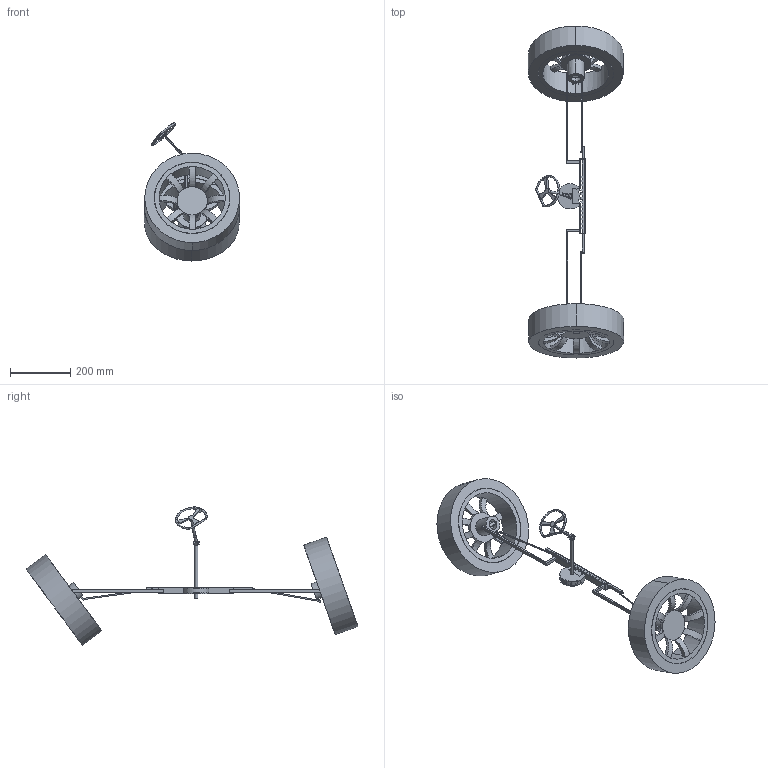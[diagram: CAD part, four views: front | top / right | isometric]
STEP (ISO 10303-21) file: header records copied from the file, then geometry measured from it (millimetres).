
FILE_DESCRIPTION(('CATIA V5 STEP Exchange'),'2;1');
FILE_NAME('assembled car rack and pinion.stp','2021-06-15T17:16:12+00:00',('none'),('none'),'CATIA Version 5 Release 21 GA (IN-10)','CATIA V5 STEP AP203','none');
FILE_SCHEMA(('CONFIG_CONTROL_DESIGN'));
Length unit declared in the file: millimetre
Products named in the file (2): fix; pinion
Assembly tree (11 placements, depth 3):
  fix
    #58
    pinion
      #1699
    #4191
    #6293
    #7815
    #11013
    #14211
    #14540
    #14869
    #15254
Bounding box: 316.09 x 1103.2 x 459.16 mm (x, y, z)
Volume: 7172154.6 mm3; surface area: 930975.2 mm2
Topology: 15 solids, 15 shells, 478 faces, 1293 edges, 852 vertices
Faces by surface type: plane 321, cylinder 119, extrusion 32, torus 4, bspline 2
Entity records: 15390 total; most frequent: CARTESIAN_POINT 3896, ORIENTED_EDGE 2586, DIRECTION 1814, EDGE_CURVE 1293, VECTOR 955, LINE 923, VERTEX_POINT 852, AXIS2_PLACEMENT_3D 552
